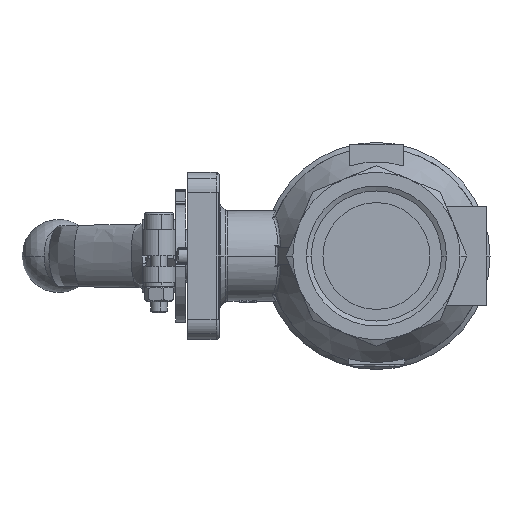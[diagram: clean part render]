
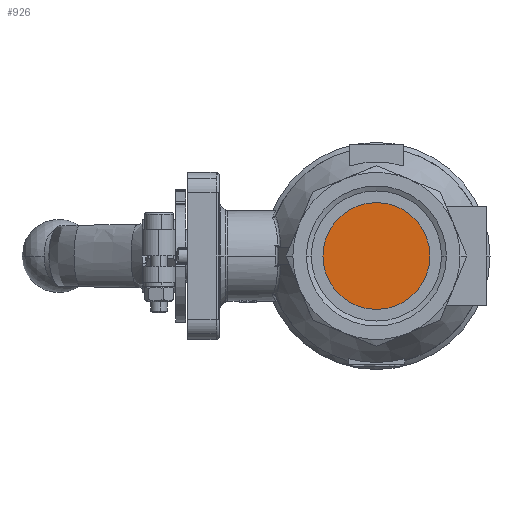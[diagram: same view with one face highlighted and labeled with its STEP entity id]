
A CAD part, left-side view. The second image highlights one B-rep face of the part: STEP entity #926.
In plain terms, the highlighted planar face has unit normal (-1, 0, 0).
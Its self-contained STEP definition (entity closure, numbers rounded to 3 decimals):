
#926=ADVANCED_FACE('',(#2405),#2406,.F.);
#2405=FACE_OUTER_BOUND('',#5482,.T.);
#2406=PLANE('',#5483);
#5482=EDGE_LOOP('',(#10129,#10130));
#5483=AXIS2_PLACEMENT_3D('',#10131,#10132,#10133);
#10129=ORIENTED_EDGE('',*,*,#15668,.F.);
#10130=ORIENTED_EDGE('',*,*,#15725,.F.);
#10131=CARTESIAN_POINT('',(-25.558,-8.0,0.0));
#10132=DIRECTION('',(1.0,0.0,0.0));
#10133=DIRECTION('',(0.0,1.0,-0.0));
#15668=EDGE_CURVE('',#18503,#18506,#18507,.T.);
#15725=EDGE_CURVE('',#18506,#18503,#18592,.T.);
#18503=VERTEX_POINT('',#23380);
#18506=VERTEX_POINT('',#23384);
#18507=CIRCLE('',#23385,16.0);
#18592=CIRCLE('',#23504,16.0);
#23380=CARTESIAN_POINT('',(-25.558,-16.0,0.0));
#23384=CARTESIAN_POINT('',(-25.558,16.0,0.));
#23385=AXIS2_PLACEMENT_3D('',#30330,#30331,#30332);
#23504=AXIS2_PLACEMENT_3D('',#30405,#30406,#30407);
#30330=CARTESIAN_POINT('',(-25.558,0.0,0.0));
#30331=DIRECTION('',(1.0,0.0,0.0));
#30332=DIRECTION('',(0.0,-1.0,0.0));
#30405=CARTESIAN_POINT('',(-25.558,0.0,0.0));
#30406=DIRECTION('',(1.0,0.0,0.0));
#30407=DIRECTION('',(0.0,-1.0,0.0));
